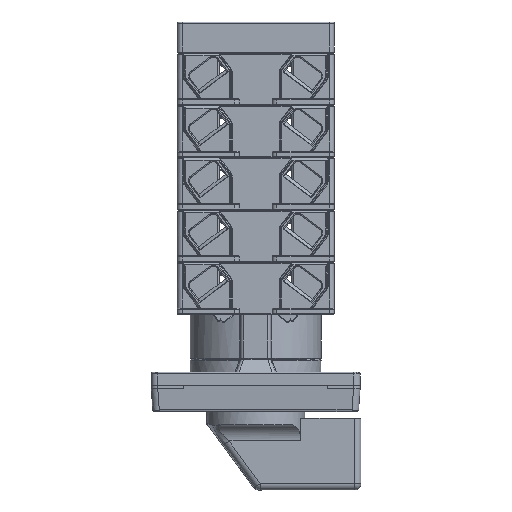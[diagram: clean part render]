
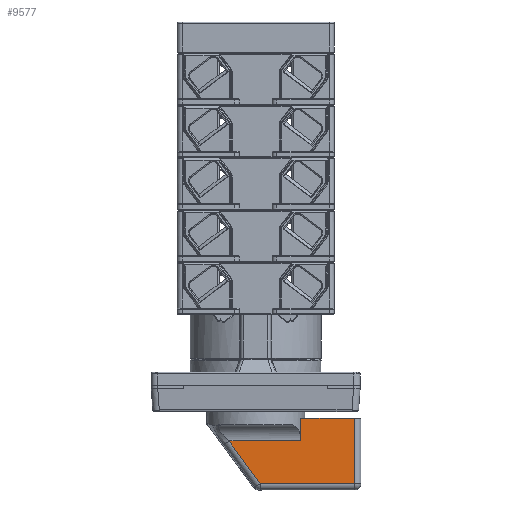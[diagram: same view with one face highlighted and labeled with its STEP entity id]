
A CAD part, front view. The second image highlights one B-rep face of the part: STEP entity #9577.
In plain terms, the highlighted face is planar.
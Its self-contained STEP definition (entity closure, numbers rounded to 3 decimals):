
#3832 = VERTEX_POINT ( 'NONE', #43787 ) ;
#3833 = VERTEX_POINT ( 'NONE', #43789 ) ;
#3843 = VERTEX_POINT ( 'NONE', #43815 ) ;
#3849 = VERTEX_POINT ( 'NONE', #43831 ) ;
#3850 = VERTEX_POINT ( 'NONE', #43833 ) ;
#3851 = VERTEX_POINT ( 'NONE', #43836 ) ;
#4778 = EDGE_LOOP ( 'NONE', ( #77175, #77178, #77180, #77182, #77184, #77185 ) ) ;
#7176 = VECTOR ( 'NONE', #8935, 1000. ) ;
#7178 = LINE ( 'NONE', #8934, #7176 ) ;
#7276 = LINE ( 'NONE', #10260, #7277 ) ;
#7277 = VECTOR ( 'NONE', #10262, 1000. ) ;
#7278 = VECTOR ( 'NONE', #10339, 1000. ) ;
#7279 = LINE ( 'NONE', #10282, #7282 ) ;
#7282 = VECTOR ( 'NONE', #10283, 1000. ) ;
#7285 = LINE ( 'NONE', #10291, #7288 ) ;
#7288 = VECTOR ( 'NONE', #10298, 1000. ) ;
#7289 = VECTOR ( 'NONE', #10371, 1000. ) ;
#7291 = LINE ( 'NONE', #10337, #7278 ) ;
#7295 = LINE ( 'NONE', #10369, #7289 ) ;
#8934 = CARTESIAN_POINT ( 'NONE',  ( 13.791, 5.9, 4. ) ) ;
#8935 = DIRECTION ( 'NONE',  ( 0., 0., -1. ) ) ;
#9577 = ADVANCED_FACE ( 'NONE', ( #54403 ), #17301, .T. ) ;
#10260 = CARTESIAN_POINT ( 'NONE',  ( -13.791, 5.9, 9. ) ) ;
#10262 = DIRECTION ( 'NONE',  ( -1., 0., 0. ) ) ;
#10282 = CARTESIAN_POINT ( 'NONE',  ( -2.977, 5.9, 16.103 ) ) ;
#10283 = DIRECTION ( 'NONE',  ( 0.59, 0., 0.808 ) ) ;
#10291 = CARTESIAN_POINT ( 'NONE',  ( 32.209, 5.9, 22. ) ) ;
#10298 = DIRECTION ( 'NONE',  ( 1., 0., 0. ) ) ;
#10337 = CARTESIAN_POINT ( 'NONE',  ( 30.209, 5.9, 24. ) ) ;
#10339 = DIRECTION ( 'NONE',  ( 0., 0., -1. ) ) ;
#10369 = CARTESIAN_POINT ( 'NONE',  ( 13.791, 5.9, 2. ) ) ;
#10371 = DIRECTION ( 'NONE',  ( 1., 0., 0. ) ) ;
#17278 = CARTESIAN_POINT ( 'NONE',  ( -13.791, 5.9, 24. ) ) ;
#17301 = PLANE ( 'NONE',  #30281 ) ;
#17307 = DIRECTION ( 'NONE',  ( 0., 1., 0. ) ) ;
#17308 = DIRECTION ( 'NONE',  ( -1., 0., 0. ) ) ;
#30281 = AXIS2_PLACEMENT_3D ( 'NONE', #17278, #17307, #17308 ) ;
#43787 = CARTESIAN_POINT ( 'NONE',  ( 13.791, 5.9, 9. ) ) ;
#43789 = CARTESIAN_POINT ( 'NONE',  ( 13.791, 5.9, 2. ) ) ;
#43815 = CARTESIAN_POINT ( 'NONE',  ( -8.164, 5.9, 9. ) ) ;
#43831 = CARTESIAN_POINT ( 'NONE',  ( 1.329, 5.9, 22. ) ) ;
#43833 = CARTESIAN_POINT ( 'NONE',  ( 30.209, 5.9, 22. ) ) ;
#43836 = CARTESIAN_POINT ( 'NONE',  ( 30.209, 5.9, 2. ) ) ;
#48143 = EDGE_CURVE ( 'NONE', #3832, #3833, #7178, .T. ) ;
#48207 = EDGE_CURVE ( 'NONE', #3832, #3843, #7276, .T. ) ;
#48211 = EDGE_CURVE ( 'NONE', #3843, #3849, #7279, .T. ) ;
#48214 = EDGE_CURVE ( 'NONE', #3849, #3850, #7285, .T. ) ;
#48218 = EDGE_CURVE ( 'NONE', #3850, #3851, #7291, .T. ) ;
#48222 = EDGE_CURVE ( 'NONE', #3833, #3851, #7295, .T. ) ;
#54403 = FACE_OUTER_BOUND ( 'NONE', #4778, .T. ) ;
#77175 = ORIENTED_EDGE ( 'NONE', *, *, #48207, .T. ) ;
#77178 = ORIENTED_EDGE ( 'NONE', *, *, #48211, .T. ) ;
#77180 = ORIENTED_EDGE ( 'NONE', *, *, #48214, .T. ) ;
#77182 = ORIENTED_EDGE ( 'NONE', *, *, #48218, .T. ) ;
#77184 = ORIENTED_EDGE ( 'NONE', *, *, #48222, .F. ) ;
#77185 = ORIENTED_EDGE ( 'NONE', *, *, #48143, .F. ) ;
